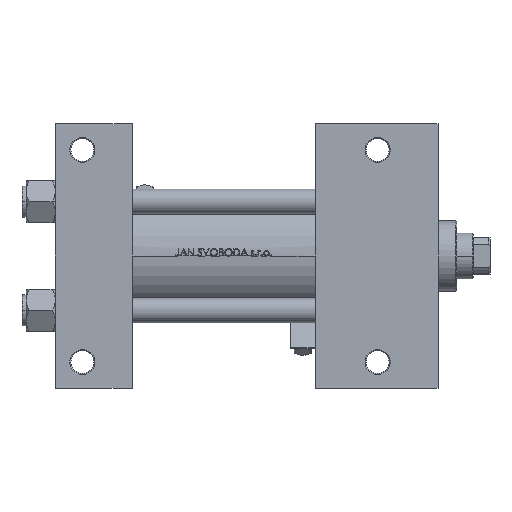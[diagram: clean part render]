
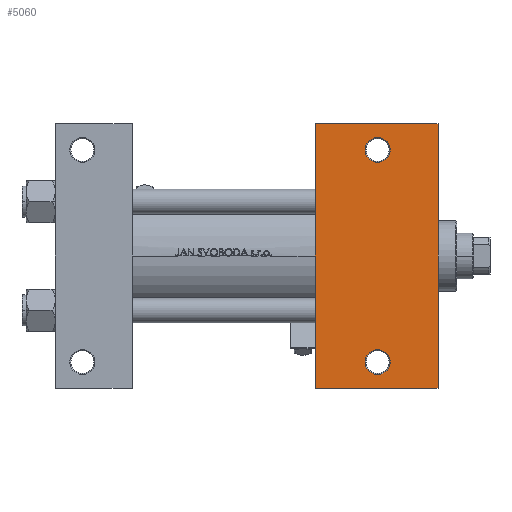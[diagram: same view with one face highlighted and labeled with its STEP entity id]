
A CAD part, front view. The second image highlights one B-rep face of the part: STEP entity #5060.
In plain terms, the highlighted face is planar.
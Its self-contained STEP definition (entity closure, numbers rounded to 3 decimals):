
#341 = ORIENTED_EDGE ( 'NONE', *, *, #2407, .T. ) ;
#591 = CARTESIAN_POINT ( 'NONE',  ( 155., -51., -37.5 ) ) ;
#2407 = EDGE_CURVE ( 'NONE', #8251, #17983, #9997, .T. ) ;
#2586 = ORIENTED_EDGE ( 'NONE', *, *, #23422, .T. ) ;
#2868 = AXIS2_PLACEMENT_3D ( 'NONE', #41020, #44458, #15210 ) ;
#2924 = EDGE_LOOP ( 'NONE', ( #33304, #341, #8268, #2586 ) ) ;
#3420 = AXIS2_PLACEMENT_3D ( 'NONE', #27416, #5037, #45612 ) ;
#3665 = VECTOR ( 'NONE', #46764, 1000. ) ;
#3775 = AXIS2_PLACEMENT_3D ( 'NONE', #31276, #35927, #13100 ) ;
#5037 = DIRECTION ( 'NONE',  ( 0., 0., 1. ) ) ;
#5060 = ADVANCED_FACE ( 'NONE', ( #17929, #6859, #22579 ), #7102, .T. ) ;
#5074 = VECTOR ( 'NONE', #12792, 1000. ) ;
#6658 = CARTESIAN_POINT ( 'NONE',  ( 161., 51., -37.5 ) ) ;
#6859 = FACE_BOUND ( 'NONE', #26885, .T. ) ;
#7001 = AXIS2_PLACEMENT_3D ( 'NONE', #19219, #34199, #30510 ) ;
#7102 = PLANE ( 'NONE',  #2868 ) ;
#8016 = AXIS2_PLACEMENT_3D ( 'NONE', #591, #26643, #42357 ) ;
#8251 = VERTEX_POINT ( 'NONE', #48644 ) ;
#8268 = ORIENTED_EDGE ( 'NONE', *, *, #31110, .T. ) ;
#9174 = EDGE_CURVE ( 'NONE', #12227, #30419, #35939, .T. ) ;
#9685 = VERTEX_POINT ( 'NONE', #46580 ) ;
#9744 = VERTEX_POINT ( 'NONE', #15101 ) ;
#9749 = DIRECTION ( 'NONE',  ( 1., 0., 0. ) ) ;
#9997 = LINE ( 'NONE', #13932, #36546 ) ;
#10501 = CIRCLE ( 'NONE', #3420, 5.999 ) ;
#12077 = CARTESIAN_POINT ( 'NONE',  ( 184., 63.5, -37.5 ) ) ;
#12215 = ORIENTED_EDGE ( 'NONE', *, *, #9174, .T. ) ;
#12227 = VERTEX_POINT ( 'NONE', #27566 ) ;
#12792 = DIRECTION ( 'NONE',  ( -1., 0., 0. ) ) ;
#13100 = DIRECTION ( 'NONE',  ( -1., 0., 0. ) ) ;
#13932 = CARTESIAN_POINT ( 'NONE',  ( 125., 63.5, -37.5 ) ) ;
#14143 = LINE ( 'NONE', #17334, #46273 ) ;
#15101 = CARTESIAN_POINT ( 'NONE',  ( 184., -63.5, -37.5 ) ) ;
#15210 = DIRECTION ( 'NONE',  ( -1., 0., 0. ) ) ;
#16990 = ORIENTED_EDGE ( 'NONE', *, *, #17622, .T. ) ;
#17190 = EDGE_LOOP ( 'NONE', ( #30885, #47840 ) ) ;
#17334 = CARTESIAN_POINT ( 'NONE',  ( 125., 37.5, -37.5 ) ) ;
#17622 = EDGE_CURVE ( 'NONE', #30419, #12227, #22945, .T. ) ;
#17929 = FACE_BOUND ( 'NONE', #17190, .T. ) ;
#17983 = VERTEX_POINT ( 'NONE', #12077 ) ;
#19219 = CARTESIAN_POINT ( 'NONE',  ( 155., 51., -37.5 ) ) ;
#20570 = EDGE_CURVE ( 'NONE', #24522, #47855, #10501, .T. ) ;
#21924 = CIRCLE ( 'NONE', #7001, 5.999 ) ;
#22579 = FACE_OUTER_BOUND ( 'NONE', #2924, .T. ) ;
#22945 = CIRCLE ( 'NONE', #8016, 5.999 ) ;
#23422 = EDGE_CURVE ( 'NONE', #9744, #9685, #38595, .T. ) ;
#24522 = VERTEX_POINT ( 'NONE', #28508 ) ;
#26643 = DIRECTION ( 'NONE',  ( 0., 0., 1. ) ) ;
#26885 = EDGE_LOOP ( 'NONE', ( #12215, #16990 ) ) ;
#27416 = CARTESIAN_POINT ( 'NONE',  ( 155., 51., -37.5 ) ) ;
#27566 = CARTESIAN_POINT ( 'NONE',  ( 149.001, -51., -37.5 ) ) ;
#28508 = CARTESIAN_POINT ( 'NONE',  ( 149.001, 51., -37.5 ) ) ;
#30419 = VERTEX_POINT ( 'NONE', #33710 ) ;
#30510 = DIRECTION ( 'NONE',  ( -1., 0., 0. ) ) ;
#30885 = ORIENTED_EDGE ( 'NONE', *, *, #20570, .T. ) ;
#30972 = CARTESIAN_POINT ( 'NONE',  ( 125., -63.5, -37.5 ) ) ;
#31110 = EDGE_CURVE ( 'NONE', #17983, #9744, #35692, .T. ) ;
#31276 = CARTESIAN_POINT ( 'NONE',  ( 155., -51., -37.5 ) ) ;
#33304 = ORIENTED_EDGE ( 'NONE', *, *, #37091, .F. ) ;
#33710 = CARTESIAN_POINT ( 'NONE',  ( 161., -51., -37.5 ) ) ;
#34199 = DIRECTION ( 'NONE',  ( 0., 0., 1. ) ) ;
#35452 = CARTESIAN_POINT ( 'NONE',  ( 184., 37.5, -37.5 ) ) ;
#35692 = LINE ( 'NONE', #35452, #3665 ) ;
#35927 = DIRECTION ( 'NONE',  ( 0., 0., 1. ) ) ;
#35939 = CIRCLE ( 'NONE', #3775, 5.999 ) ;
#36546 = VECTOR ( 'NONE', #9749, 1000. ) ;
#36623 = EDGE_CURVE ( 'NONE', #47855, #24522, #21924, .T. ) ;
#36735 = DIRECTION ( 'NONE',  ( 0., -1., 0. ) ) ;
#37091 = EDGE_CURVE ( 'NONE', #8251, #9685, #14143, .T. ) ;
#38595 = LINE ( 'NONE', #30972, #5074 ) ;
#41020 = CARTESIAN_POINT ( 'NONE',  ( 184., 37.5, -37.5 ) ) ;
#42357 = DIRECTION ( 'NONE',  ( -1., 0., 0. ) ) ;
#44458 = DIRECTION ( 'NONE',  ( 0., 0., -1. ) ) ;
#45612 = DIRECTION ( 'NONE',  ( -1., 0., 0. ) ) ;
#46273 = VECTOR ( 'NONE', #36735, 1000. ) ;
#46580 = CARTESIAN_POINT ( 'NONE',  ( 125., -63.5, -37.5 ) ) ;
#46764 = DIRECTION ( 'NONE',  ( 0., -1., 0. ) ) ;
#47840 = ORIENTED_EDGE ( 'NONE', *, *, #36623, .T. ) ;
#47855 = VERTEX_POINT ( 'NONE', #6658 ) ;
#48644 = CARTESIAN_POINT ( 'NONE',  ( 125., 63.5, -37.5 ) ) ;
